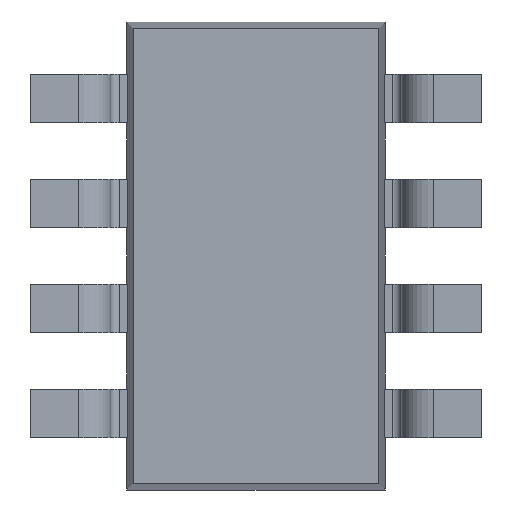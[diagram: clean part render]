
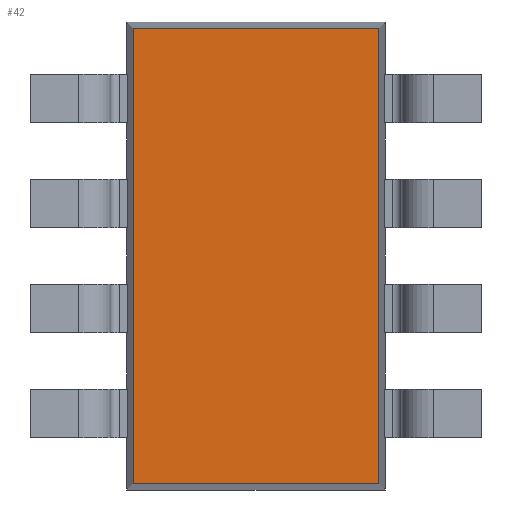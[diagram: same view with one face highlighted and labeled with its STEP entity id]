
A CAD part, front view. The second image highlights one B-rep face of the part: STEP entity #42.
In plain terms, the highlighted planar face has unit normal (0, -1, 0).
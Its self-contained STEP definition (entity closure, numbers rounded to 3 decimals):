
#42 = ADVANCED_FACE ( 'NONE', ( #1949 ), #3754, .T. ) ;
#467 = DIRECTION ( 'NONE',  ( 0., 0., 1. ) ) ;
#554 = VECTOR ( 'NONE', #3391, 1000. ) ;
#634 = DIRECTION ( 'NONE',  ( 0., 0., -1. ) ) ;
#774 = CARTESIAN_POINT ( 'NONE',  ( -0.761, -0.45, 1.45 ) ) ;
#873 = LINE ( 'NONE', #1494, #3884 ) ;
#999 = EDGE_CURVE ( 'NONE', #1043, #3263, #3220, .T. ) ;
#1043 = VERTEX_POINT ( 'NONE', #2975 ) ;
#1096 = CARTESIAN_POINT ( 'NONE',  ( 0.761, -0.45, 1.45 ) ) ;
#1140 = AXIS2_PLACEMENT_3D ( 'NONE', #2797, #2778, #634 ) ;
#1141 = CARTESIAN_POINT ( 'NONE',  ( -0.761, -0.45, -1.411 ) ) ;
#1230 = CARTESIAN_POINT ( 'NONE',  ( -0.8, -0.45, 1.411 ) ) ;
#1381 = CARTESIAN_POINT ( 'NONE',  ( -0.761, -0.45, 1.411 ) ) ;
#1494 = CARTESIAN_POINT ( 'NONE',  ( -0.8, -0.45, -1.411 ) ) ;
#1497 = ORIENTED_EDGE ( 'NONE', *, *, #999, .F. ) ;
#1609 = VECTOR ( 'NONE', #3887, 1000. ) ;
#1743 = CARTESIAN_POINT ( 'NONE',  ( 0.761, -0.45, -1.411 ) ) ;
#1810 = VERTEX_POINT ( 'NONE', #1141 ) ;
#1949 = FACE_OUTER_BOUND ( 'NONE', #3444, .T. ) ;
#2161 = LINE ( 'NONE', #1230, #554 ) ;
#2507 = ORIENTED_EDGE ( 'NONE', *, *, #3206, .F. ) ;
#2623 = EDGE_CURVE ( 'NONE', #2704, #1043, #2161, .T. ) ;
#2704 = VERTEX_POINT ( 'NONE', #1381 ) ;
#2778 = DIRECTION ( 'NONE',  ( 0., -1., 0. ) ) ;
#2797 = CARTESIAN_POINT ( 'NONE',  ( 0., -0.45, 0. ) ) ;
#2865 = ORIENTED_EDGE ( 'NONE', *, *, #2623, .F. ) ;
#2896 = ORIENTED_EDGE ( 'NONE', *, *, #3970, .F. ) ;
#2975 = CARTESIAN_POINT ( 'NONE',  ( 0.761, -0.45, 1.411 ) ) ;
#3011 = DIRECTION ( 'NONE',  ( -1., 0., 0. ) ) ;
#3018 = VECTOR ( 'NONE', #467, 1000. ) ;
#3206 = EDGE_CURVE ( 'NONE', #1810, #2704, #3874, .T. ) ;
#3220 = LINE ( 'NONE', #1096, #1609 ) ;
#3263 = VERTEX_POINT ( 'NONE', #1743 ) ;
#3391 = DIRECTION ( 'NONE',  ( 1., 0., 0. ) ) ;
#3444 = EDGE_LOOP ( 'NONE', ( #1497, #2865, #2507, #2896 ) ) ;
#3754 = PLANE ( 'NONE',  #1140 ) ;
#3874 = LINE ( 'NONE', #774, #3018 ) ;
#3884 = VECTOR ( 'NONE', #3011, 1000. ) ;
#3887 = DIRECTION ( 'NONE',  ( 0., 0., -1. ) ) ;
#3970 = EDGE_CURVE ( 'NONE', #3263, #1810, #873, .T. ) ;
